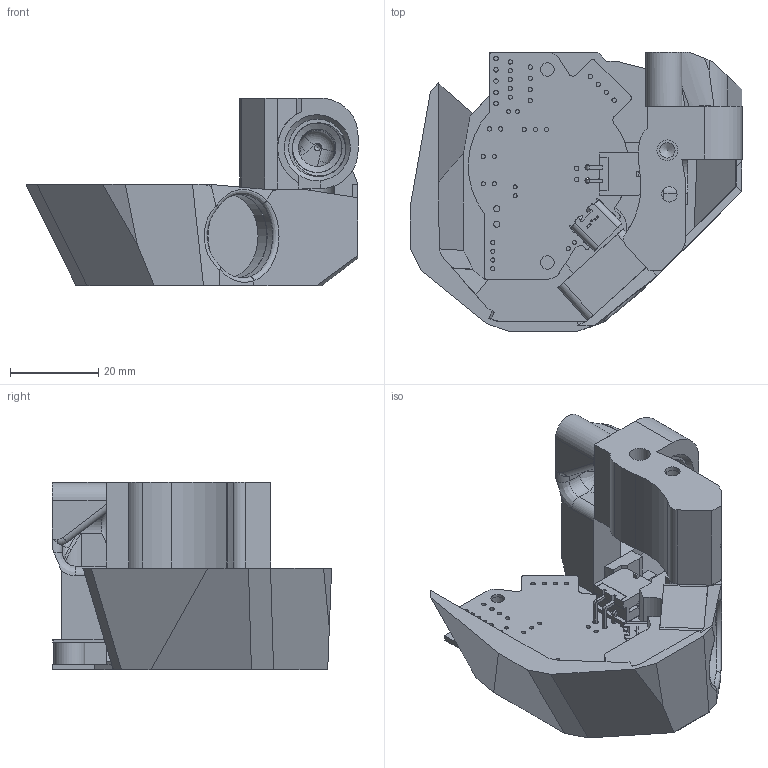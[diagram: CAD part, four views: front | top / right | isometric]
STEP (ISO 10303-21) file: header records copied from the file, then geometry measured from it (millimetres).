
FILE_DESCRIPTION(/* description */ ('STEP AP242','CAx-IF Rec.Pracs.---Representation and Presentation of Product Manufacturing Information (PMI)---4.0---2014-10-13','CAx-IF Rec.Pracs.---3D Tessellated Geometry---0.4---2014-09-14','2;1'),/* implementation_level */ '2;1');
FILE_NAME(/* name */ '62d2c0ba649a24308cc52a5a',/* time_stamp */ '2022-07-16T13:44:28+00:00',/* author */ (''),/* organization */ (''),/* preprocessor_version */ 'ST-DEVELOPER v18.102',/* originating_system */ ' ',/* authorisation */ ' ');
FILE_SCHEMA (('AP242_MANAGED_MODEL_BASED_3D_ENGINEERING_MIM_LF { 1 0 10303 442 1 1 4 }'));
Length unit declared in the file: metre
Products named in the file (4): Cable Gland new; 2010 Fan; EBB36; Mount
Bounding box: 75.39 x 63.4 x 42.6 mm (x, y, z)
Volume: 29217.8 mm3; surface area: 27597.5 mm2
Topology: 3 solids, 4 shells, 937 faces, 2647 edges, 1698 vertices
Faces by surface type: plane 615, cylinder 277, bspline 20, cone 16, torus 7, sphere 2
Full cylindrical faces by diameter (mm): 0.7 x2, 0.9 x6, 0.96 x18, 1 x15, 1.2 x4, 1.4 x2, 2.4 x3, 3.1 x2, 3.447 x1, 3.5 x6, 3.547 x1, 4.585 x1, 4.7 x4, 5.8 x3, 7 x2, 8.5 x1, 19 x3
Entity records: 31957 total; most frequent: CARTESIAN_POINT 7516, ORIENTED_EDGE 5068, DIRECTION 4811, EDGE_CURVE 2534, LINE 1753, VECTOR 1753, VERTEX_POINT 1673, AXIS2_PLACEMENT_3D 1529
